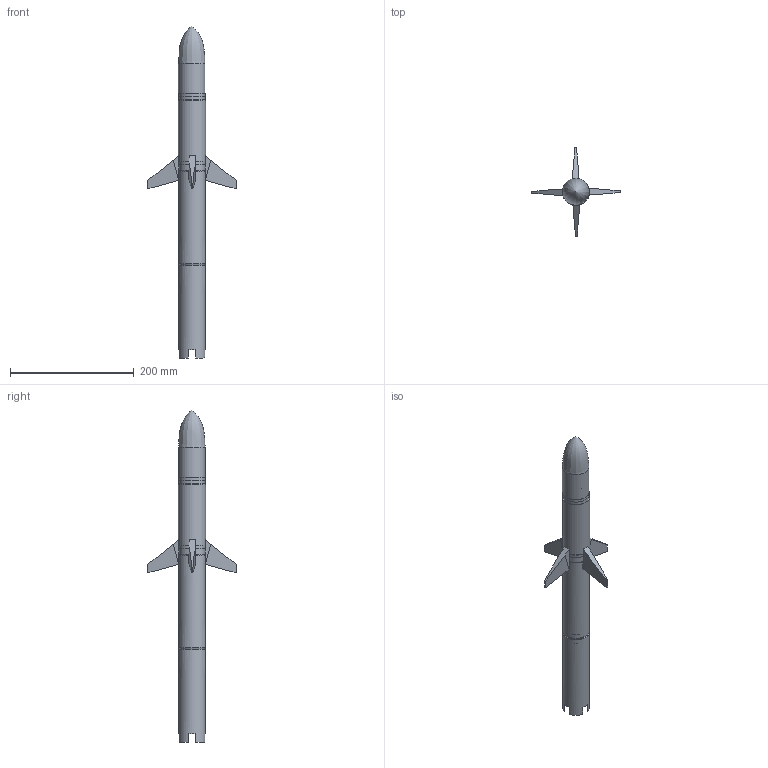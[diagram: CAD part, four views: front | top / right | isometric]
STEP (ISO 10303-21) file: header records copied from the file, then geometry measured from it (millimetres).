
FILE_DESCRIPTION(/* description */ (''),/* implementation_level */ '2;1');
FILE_NAME(/* name */ 'combined v6.step',/* time_stamp */ '2025-04-04T15:52:30+05:30',/* author */ (''),/* organization */ (''),/* preprocessor_version */ 'ST-DEVELOPER v20.1',/* originating_system */ 'Autodesk Translation Framework v14.4.0.0',/* authorisation */ '');
FILE_SCHEMA (('AUTOMOTIVE_DESIGN { 1 0 10303 214 3 1 1 }'));
Length unit declared in the file: millimetre
Products named in the file (10): combined; mid third; midsecond; fin; ec; top lid; ec v0; cone; BT-5_Fin_Can_Four_Fin v0; cover
Assembly tree (14 placements, depth 3):
  combined
    midsecond  x2
    mid third
    fin  x4
    ec
    top lid  x2
      ec v0
    cone
    BT-5_Fin_Can_Four_Fin v0
    cover
Bounding box: 142.75 x 142.75 x 537.6 mm (x, y, z)
Volume: 224566.5 mm3; surface area: 195215.2 mm2
Topology: 12 solids, 12 shells, 251 faces, 628 edges, 411 vertices
Faces by surface type: plane 130, cylinder 116, bspline 3, torus 2
Full cylindrical faces by diameter (mm): 2 x58, 2.01 x24, 15 x2, 20 x1, 38 x2, 40.2 x3, 40.5 x2, 40.7 x1, 41 x2, 43 x5, 43.5 x2, 44 x1
Entity records: 6506 total; most frequent: CARTESIAN_POINT 1419, DIRECTION 1059, ORIENTED_EDGE 894, EDGE_CURVE 447, AXIS2_PLACEMENT_3D 420, EDGE_LOOP 330, VERTEX_POINT 294, CIRCLE 224
